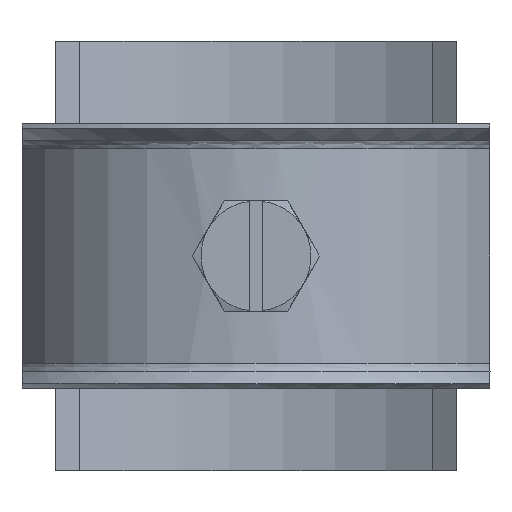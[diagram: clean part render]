
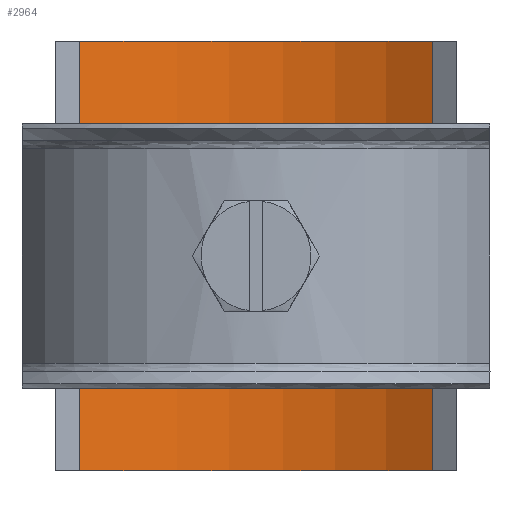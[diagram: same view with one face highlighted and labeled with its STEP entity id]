
A CAD part, front view. The second image highlights one B-rep face of the part: STEP entity #2964.
In plain terms, the highlighted cylindrical face has radius 28.729 mm (diameter 57.457 mm), a partial arc.
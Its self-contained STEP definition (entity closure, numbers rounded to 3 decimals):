
#63 = AXIS2_PLACEMENT_3D ( 'NONE', #1345, #4940, #2564 ) ;
#107 = VECTOR ( 'NONE', #1623, 1000. ) ;
#230 = DIRECTION ( 'NONE',  ( 0., 0., -1. ) ) ;
#243 = CARTESIAN_POINT ( 'NONE',  ( -16.048, -6.4, -19.5 ) ) ;
#398 = AXIS2_PLACEMENT_3D ( 'NONE', #1881, #2281, #1477 ) ;
#414 = LINE ( 'NONE', #2287, #4511 ) ;
#790 = EDGE_CURVE ( 'NONE', #2020, #908, #5023, .T. ) ;
#908 = VERTEX_POINT ( 'NONE', #972 ) ;
#972 = CARTESIAN_POINT ( 'NONE',  ( 16.048, -6.4, -19.5 ) ) ;
#1049 = VERTEX_POINT ( 'NONE', #243 ) ;
#1050 = EDGE_CURVE ( 'NONE', #2209, #2020, #2545, .T. ) ;
#1290 = EDGE_CURVE ( 'NONE', #1049, #2209, #414, .T. ) ;
#1345 = CARTESIAN_POINT ( 'NONE',  ( 0., -30.229, -19.5 ) ) ;
#1477 = DIRECTION ( 'NONE',  ( 1., 0., 0. ) ) ;
#1623 = DIRECTION ( 'NONE',  ( 0., 0., -1. ) ) ;
#1861 = EDGE_CURVE ( 'NONE', #1049, #908, #3457, .T. ) ;
#1881 = CARTESIAN_POINT ( 'NONE',  ( 0., -30.229, 19.5 ) ) ;
#2020 = VERTEX_POINT ( 'NONE', #4586 ) ;
#2065 = ORIENTED_EDGE ( 'NONE', *, *, #1861, .T. ) ;
#2076 = CARTESIAN_POINT ( 'NONE',  ( 16.048, -6.4, 19.5 ) ) ;
#2209 = VERTEX_POINT ( 'NONE', #4652 ) ;
#2252 = DIRECTION ( 'NONE',  ( 1., 0., 0. ) ) ;
#2281 = DIRECTION ( 'NONE',  ( 0., 0., 1. ) ) ;
#2287 = CARTESIAN_POINT ( 'NONE',  ( -16.048, -6.4, 19.5 ) ) ;
#2545 = CIRCLE ( 'NONE', #3328, 28.729 ) ;
#2564 = DIRECTION ( 'NONE',  ( 1., 0., 0. ) ) ;
#2964 = ADVANCED_FACE ( 'NONE', ( #4238 ), #3331, .F. ) ;
#2995 = ORIENTED_EDGE ( 'NONE', *, *, #790, .F. ) ;
#3294 = EDGE_LOOP ( 'NONE', ( #2995, #5129, #4248, #2065 ) ) ;
#3328 = AXIS2_PLACEMENT_3D ( 'NONE', #5000, #230, #2252 ) ;
#3331 = CYLINDRICAL_SURFACE ( 'NONE', #398, 28.729 ) ;
#3457 = CIRCLE ( 'NONE', #63, 28.729 ) ;
#4238 = FACE_OUTER_BOUND ( 'NONE', #3294, .T. ) ;
#4248 = ORIENTED_EDGE ( 'NONE', *, *, #1290, .F. ) ;
#4511 = VECTOR ( 'NONE', #5064, 1000. ) ;
#4586 = CARTESIAN_POINT ( 'NONE',  ( 16.048, -6.4, 19.5 ) ) ;
#4652 = CARTESIAN_POINT ( 'NONE',  ( -16.048, -6.4, 19.5 ) ) ;
#4940 = DIRECTION ( 'NONE',  ( 0., 0., -1. ) ) ;
#5000 = CARTESIAN_POINT ( 'NONE',  ( 0., -30.229, 19.5 ) ) ;
#5023 = LINE ( 'NONE', #2076, #107 ) ;
#5064 = DIRECTION ( 'NONE',  ( 0., 0., 1. ) ) ;
#5129 = ORIENTED_EDGE ( 'NONE', *, *, #1050, .F. ) ;
